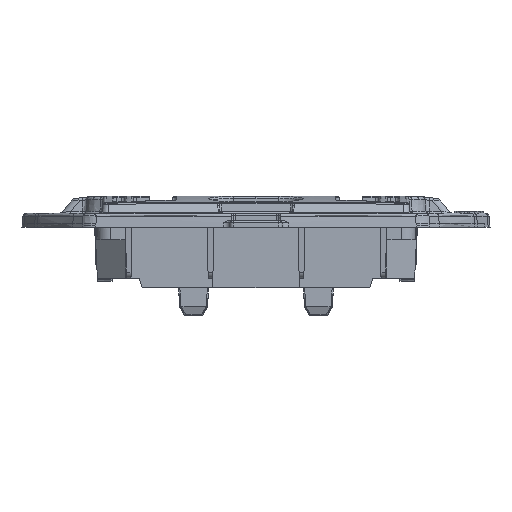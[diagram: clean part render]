
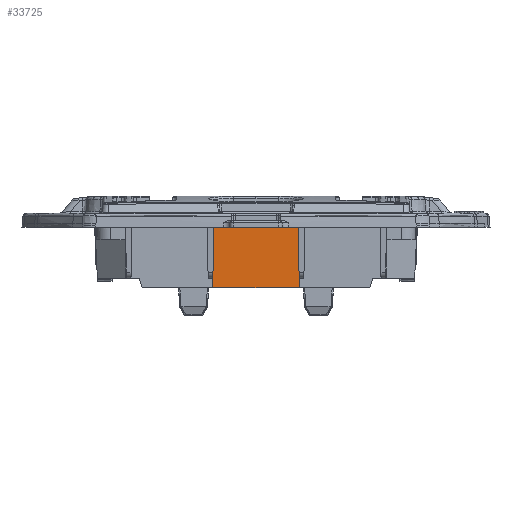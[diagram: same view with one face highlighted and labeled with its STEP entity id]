
A CAD part, left-side view. The second image highlights one B-rep face of the part: STEP entity #33725.
In plain terms, the highlighted planar face has unit normal (-1, 0, -0.018).
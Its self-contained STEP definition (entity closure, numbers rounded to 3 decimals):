
#33705=AXIS2_PLACEMENT_3D('Plane Axis2P3D',#33702,#33703,#33704) ;
#7128=CARTESIAN_POINT('Vertex',(-34.736,6.5,9.2)) ;
#7131=CARTESIAN_POINT('Line Origine',(-34.736,0.,9.2)) ;
#7135=CARTESIAN_POINT('Vertex',(-34.736,-6.5,9.2)) ;
#33500=CARTESIAN_POINT('Vertex',(-34.574,6.662,-0.1)) ;
#33504=CARTESIAN_POINT('Control Point',(-34.736,6.5,9.2)) ;
#33505=CARTESIAN_POINT('Control Point',(-34.574,6.662,-0.1)) ;
#33702=CARTESIAN_POINT('Axis2P3D Location',(-34.736,0.,9.2)) ;
#33707=CARTESIAN_POINT('Line Origine',(-34.574,0.,-0.1)) ;
#33711=CARTESIAN_POINT('Vertex',(-34.574,-6.662,-0.1)) ;
#33714=CARTESIAN_POINT('Line Origine',(-34.655,-6.581,4.55)) ;
#7132=DIRECTION('Vector Direction',(0.,-1.,0.)) ;
#33703=DIRECTION('Axis2P3D Direction',(-1.,0.,-0.017)) ;
#33704=DIRECTION('Axis2P3D XDirection',(0.017,0.,-1.)) ;
#33708=DIRECTION('Vector Direction',(0.,-1.,0.)) ;
#33715=DIRECTION('Vector Direction',(0.017,-0.017,-1.)) ;
#7133=VECTOR('Line Direction',#7132,1.) ;
#33709=VECTOR('Line Direction',#33708,1.) ;
#33716=VECTOR('Line Direction',#33715,1.) ;
#33720=ORIENTED_EDGE('',*,*,#7137,.F.) ;
#33721=ORIENTED_EDGE('',*,*,#33506,.F.) ;
#33722=ORIENTED_EDGE('',*,*,#33713,.F.) ;
#33723=ORIENTED_EDGE('',*,*,#33718,.T.) ;
#33725=ADVANCED_FACE('Body.2',(#33724),#33706,.T.) ;
#33503=B_SPLINE_CURVE_WITH_KNOTS('',1,(#33504,#33505),.UNSPECIFIED.,.F.,.U.,(2,2),(-8.763,0.54),.UNSPECIFIED.) ;
#7137=EDGE_CURVE('',#7129,#7136,#7134,.T.) ;
#33506=EDGE_CURVE('',#33501,#7129,#33503,.F.) ;
#33713=EDGE_CURVE('',#33712,#33501,#33710,.F.) ;
#33718=EDGE_CURVE('',#33712,#7136,#33717,.F.) ;
#33719=EDGE_LOOP('',(#33720,#33721,#33722,#33723)) ;
#33724=FACE_OUTER_BOUND('',#33719,.T.) ;
#7134=LINE('Line',#7131,#7133) ;
#33710=LINE('Line',#33707,#33709) ;
#33717=LINE('Line',#33714,#33716) ;
#33706=PLANE('',#33705) ;
#7129=VERTEX_POINT('',#7128) ;
#7136=VERTEX_POINT('',#7135) ;
#33501=VERTEX_POINT('',#33500) ;
#33712=VERTEX_POINT('',#33711) ;
